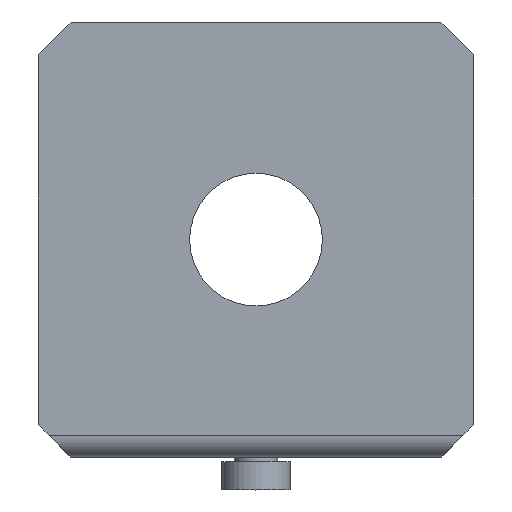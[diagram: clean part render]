
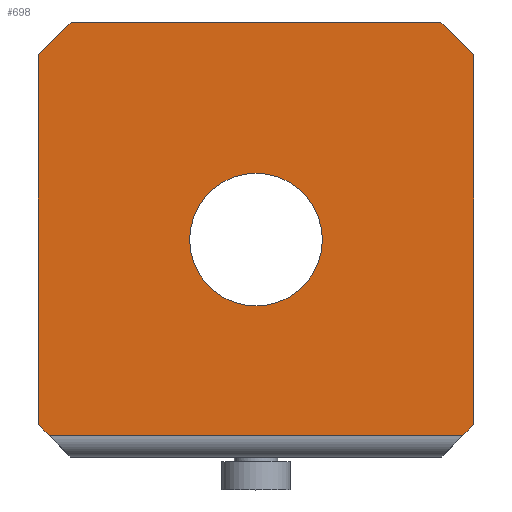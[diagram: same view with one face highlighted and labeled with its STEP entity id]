
A CAD part, top view. The second image highlights one B-rep face of the part: STEP entity #698.
In plain terms, the highlighted planar face has unit normal (0, 0, 1).
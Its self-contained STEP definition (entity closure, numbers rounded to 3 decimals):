
#637=AXIS2_PLACEMENT_3D('Plane Axis2P3D',#634,#635,#636) ;
#682=AXIS2_PLACEMENT_3D('Circle Axis2P3D',#680,#681,$) ;
#691=AXIS2_PLACEMENT_3D('Circle Axis2P3D',#689,#690,$) ;
#398=CARTESIAN_POINT('Vertex',(1.,5.,10.)) ;
#401=CARTESIAN_POINT('Line Origine',(0.5,5.5,10.)) ;
#405=CARTESIAN_POINT('Vertex',(0.,6.,10.)) ;
#574=CARTESIAN_POINT('Vertex',(40.,6.,10.)) ;
#577=CARTESIAN_POINT('Line Origine',(39.5,5.5,10.)) ;
#581=CARTESIAN_POINT('Vertex',(39.,5.,10.)) ;
#615=CARTESIAN_POINT('Line Origine',(0.,23.,10.)) ;
#619=CARTESIAN_POINT('Vertex',(0.,40.,10.)) ;
#634=CARTESIAN_POINT('Axis2P3D Location',(0.,3.,10.)) ;
#639=CARTESIAN_POINT('Line Origine',(40.,23.,10.)) ;
#643=CARTESIAN_POINT('Vertex',(40.,40.,10.)) ;
#646=CARTESIAN_POINT('Line Origine',(38.5,41.5,10.)) ;
#650=CARTESIAN_POINT('Vertex',(37.,43.,10.)) ;
#653=CARTESIAN_POINT('Line Origine',(20.,43.,10.)) ;
#657=CARTESIAN_POINT('Vertex',(3.,43.,10.)) ;
#660=CARTESIAN_POINT('Line Origine',(1.5,41.5,10.)) ;
#665=CARTESIAN_POINT('Line Origine',(20.,5.,10.)) ;
#680=CARTESIAN_POINT('Axis2P3D Location',(20.,23.,10.)) ;
#684=CARTESIAN_POINT('Vertex',(13.9,23.,10.)) ;
#686=CARTESIAN_POINT('Vertex',(26.1,23.,10.)) ;
#689=CARTESIAN_POINT('Axis2P3D Location',(20.,23.,10.)) ;
#402=DIRECTION('Vector Direction',(0.707,-0.707,0.)) ;
#578=DIRECTION('Vector Direction',(-0.707,-0.707,0.)) ;
#616=DIRECTION('Vector Direction',(0.,-1.,0.)) ;
#635=DIRECTION('Axis2P3D Direction',(0.,0.,1.)) ;
#636=DIRECTION('Axis2P3D XDirection',(1.,0.,0.)) ;
#640=DIRECTION('Vector Direction',(0.,1.,0.)) ;
#647=DIRECTION('Vector Direction',(0.707,-0.707,0.)) ;
#654=DIRECTION('Vector Direction',(-1.,0.,0.)) ;
#661=DIRECTION('Vector Direction',(0.707,0.707,0.)) ;
#666=DIRECTION('Vector Direction',(1.,0.,0.)) ;
#681=DIRECTION('Axis2P3D Direction',(0.,0.,1.)) ;
#690=DIRECTION('Axis2P3D Direction',(0.,0.,1.)) ;
#403=VECTOR('Line Direction',#402,1.) ;
#579=VECTOR('Line Direction',#578,1.) ;
#617=VECTOR('Line Direction',#616,1.) ;
#641=VECTOR('Line Direction',#640,1.) ;
#648=VECTOR('Line Direction',#647,1.) ;
#655=VECTOR('Line Direction',#654,1.) ;
#662=VECTOR('Line Direction',#661,1.) ;
#667=VECTOR('Line Direction',#666,1.) ;
#671=ORIENTED_EDGE('',*,*,#583,.F.) ;
#672=ORIENTED_EDGE('',*,*,#645,.T.) ;
#673=ORIENTED_EDGE('',*,*,#652,.F.) ;
#674=ORIENTED_EDGE('',*,*,#659,.T.) ;
#675=ORIENTED_EDGE('',*,*,#664,.F.) ;
#676=ORIENTED_EDGE('',*,*,#621,.T.) ;
#677=ORIENTED_EDGE('',*,*,#407,.F.) ;
#678=ORIENTED_EDGE('',*,*,#669,.T.) ;
#695=ORIENTED_EDGE('',*,*,#688,.F.) ;
#696=ORIENTED_EDGE('',*,*,#693,.F.) ;
#697=FACE_BOUND('',#694,.T.) ;
#698=ADVANCED_FACE('V1',(#679,#697),#638,.T.) ;
#683=CIRCLE('generated circle',#682,6.1) ;
#692=CIRCLE('generated circle',#691,6.1) ;
#407=EDGE_CURVE('',#399,#406,#404,.F.) ;
#583=EDGE_CURVE('',#575,#582,#580,.T.) ;
#621=EDGE_CURVE('',#620,#406,#618,.T.) ;
#645=EDGE_CURVE('',#575,#644,#642,.T.) ;
#652=EDGE_CURVE('',#651,#644,#649,.T.) ;
#659=EDGE_CURVE('',#651,#658,#656,.T.) ;
#664=EDGE_CURVE('',#620,#658,#663,.T.) ;
#669=EDGE_CURVE('',#399,#582,#668,.T.) ;
#688=EDGE_CURVE('',#685,#687,#683,.T.) ;
#693=EDGE_CURVE('',#687,#685,#692,.T.) ;
#670=EDGE_LOOP('',(#671,#672,#673,#674,#675,#676,#677,#678)) ;
#694=EDGE_LOOP('',(#695,#696)) ;
#679=FACE_OUTER_BOUND('',#670,.T.) ;
#404=LINE('Line',#401,#403) ;
#580=LINE('Line',#577,#579) ;
#618=LINE('Line',#615,#617) ;
#642=LINE('Line',#639,#641) ;
#649=LINE('Line',#646,#648) ;
#656=LINE('Line',#653,#655) ;
#663=LINE('Line',#660,#662) ;
#668=LINE('Line',#665,#667) ;
#638=PLANE('',#637) ;
#399=VERTEX_POINT('',#398) ;
#406=VERTEX_POINT('',#405) ;
#575=VERTEX_POINT('',#574) ;
#582=VERTEX_POINT('',#581) ;
#620=VERTEX_POINT('',#619) ;
#644=VERTEX_POINT('',#643) ;
#651=VERTEX_POINT('',#650) ;
#658=VERTEX_POINT('',#657) ;
#685=VERTEX_POINT('',#684) ;
#687=VERTEX_POINT('',#686) ;
